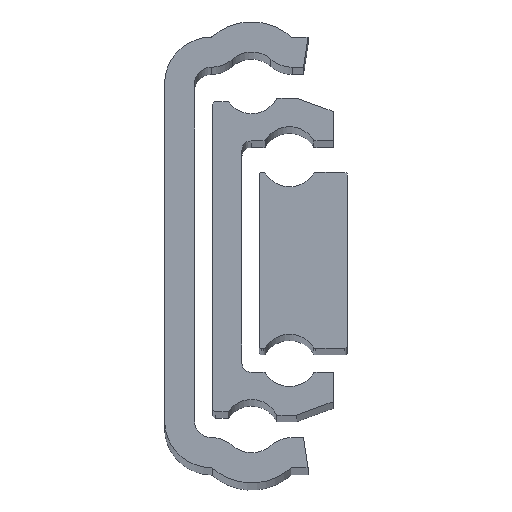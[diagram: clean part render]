
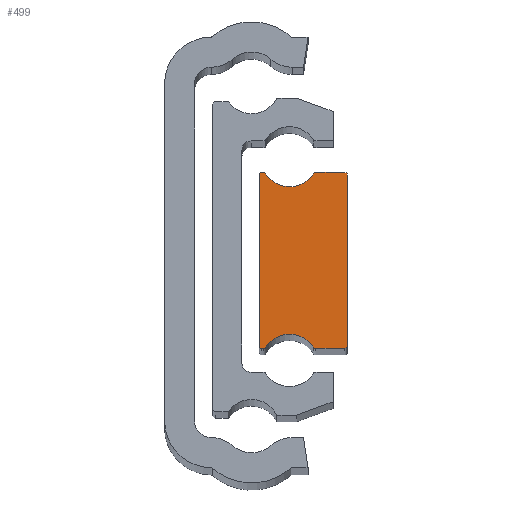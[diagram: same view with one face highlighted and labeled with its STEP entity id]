
A CAD part, top view. The second image highlights one B-rep face of the part: STEP entity #499.
In plain terms, the highlighted face is planar.
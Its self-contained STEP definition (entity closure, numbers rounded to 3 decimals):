
#30 = EDGE_CURVE ( 'NONE', #389, #321, #146, .T. ) ;
#35 = EDGE_CURVE ( 'NONE', #407, #323, #194, .T. ) ;
#46 = EDGE_CURVE ( 'NONE', #343, #338, #215, .T. ) ;
#47 = EDGE_CURVE ( 'NONE', #338, #394, #220, .T. ) ;
#57 = EDGE_CURVE ( 'NONE', #419, #423, #233, .T. ) ;
#94 = EDGE_CURVE ( 'NONE', #364, #388, #267, .T. ) ;
#109 = EDGE_CURVE ( 'NONE', #412, #395, #2384, .T. ) ;
#146 = LINE ( 'NONE', #1850, #169 ) ;
#168 = VECTOR ( 'NONE', #1973, 1000. ) ;
#169 = VECTOR ( 'NONE', #1865, 1000. ) ;
#194 = LINE ( 'NONE', #1866, #236 ) ;
#215 = CIRCLE ( 'NONE', #1190, 0.3 ) ;
#220 = LINE ( 'NONE', #1931, #272 ) ;
#233 = LINE ( 'NONE', #1960, #168 ) ;
#236 = VECTOR ( 'NONE', #1863, 1000. ) ;
#267 = LINE ( 'NONE', #2238, #290 ) ;
#272 = VECTOR ( 'NONE', #1873, 1000. ) ;
#290 = VECTOR ( 'NONE', #2239, 1000. ) ;
#321 = VERTEX_POINT ( 'NONE', #2095 ) ;
#323 = VERTEX_POINT ( 'NONE', #2143 ) ;
#338 = VERTEX_POINT ( 'NONE', #2245 ) ;
#343 = VERTEX_POINT ( 'NONE', #2309 ) ;
#348 = VERTEX_POINT ( 'NONE', #2365 ) ;
#364 = VERTEX_POINT ( 'NONE', #1940 ) ;
#382 = VERTEX_POINT ( 'NONE', #1871 ) ;
#388 = VERTEX_POINT ( 'NONE', #1942 ) ;
#389 = VERTEX_POINT ( 'NONE', #2198 ) ;
#394 = VERTEX_POINT ( 'NONE', #2364 ) ;
#395 = VERTEX_POINT ( 'NONE', #2350 ) ;
#407 = VERTEX_POINT ( 'NONE', #1943 ) ;
#412 = VERTEX_POINT ( 'NONE', #2190 ) ;
#419 = VERTEX_POINT ( 'NONE', #2199 ) ;
#423 = VERTEX_POINT ( 'NONE', #2367 ) ;
#427 = VERTEX_POINT ( 'NONE', #2362 ) ;
#499 = ADVANCED_FACE ( 'NONE', ( #2511 ), #529, .F. ) ;
#509 = DIRECTION ( 'NONE',  ( 0., 0., 1. ) ) ;
#512 = CARTESIAN_POINT ( 'NONE',  ( 19.45, 9.2, 0. ) ) ;
#518 = DIRECTION ( 'NONE',  ( 1., 0., 0. ) ) ;
#529 = PLANE ( 'NONE',  #1277 ) ;
#558 = ORIENTED_EDGE ( 'NONE', *, *, #57, .F. ) ;
#562 = ORIENTED_EDGE ( 'NONE', *, *, #1167, .F. ) ;
#653 = ORIENTED_EDGE ( 'NONE', *, *, #47, .F. ) ;
#657 = ORIENTED_EDGE ( 'NONE', *, *, #46, .F. ) ;
#658 = ORIENTED_EDGE ( 'NONE', *, *, #1141, .F. ) ;
#683 = ORIENTED_EDGE ( 'NONE', *, *, #1159, .F. ) ;
#687 = ORIENTED_EDGE ( 'NONE', *, *, #35, .F. ) ;
#688 = ORIENTED_EDGE ( 'NONE', *, *, #1128, .F. ) ;
#841 = ORIENTED_EDGE ( 'NONE', *, *, #30, .F. ) ;
#853 = ORIENTED_EDGE ( 'NONE', *, *, #1108, .F. ) ;
#854 = ORIENTED_EDGE ( 'NONE', *, *, #1103, .F. ) ;
#855 = ORIENTED_EDGE ( 'NONE', *, *, #1111, .F. ) ;
#896 = ORIENTED_EDGE ( 'NONE', *, *, #94, .F. ) ;
#908 = ORIENTED_EDGE ( 'NONE', *, *, #1140, .F. ) ;
#951 = ORIENTED_EDGE ( 'NONE', *, *, #1137, .F. ) ;
#952 = ORIENTED_EDGE ( 'NONE', *, *, #109, .F. ) ;
#1017 = EDGE_LOOP ( 'NONE', ( #683, #687, #688, #653, #657, #658, #853, #854, #855, #558, #562, #896, #951, #952, #908, #841 ) ) ;
#1103 = EDGE_CURVE ( 'NONE', #427, #382, #2640, .T. ) ;
#1108 = EDGE_CURVE ( 'NONE', #382, #348, #2654, .T. ) ;
#1111 = EDGE_CURVE ( 'NONE', #423, #427, #2658, .T. ) ;
#1128 = EDGE_CURVE ( 'NONE', #394, #407, #2682, .T. ) ;
#1137 = EDGE_CURVE ( 'NONE', #395, #364, #2696, .T. ) ;
#1140 = EDGE_CURVE ( 'NONE', #321, #412, #2701, .T. ) ;
#1141 = EDGE_CURVE ( 'NONE', #348, #343, #2702, .T. ) ;
#1159 = EDGE_CURVE ( 'NONE', #323, #389, #2730, .T. ) ;
#1167 = EDGE_CURVE ( 'NONE', #388, #419, #2745, .T. ) ;
#1190 = AXIS2_PLACEMENT_3D ( 'NONE', #1932, #1935, #1930 ) ;
#1215 = AXIS2_PLACEMENT_3D ( 'NONE', #2127, #2115, #2111 ) ;
#1277 = AXIS2_PLACEMENT_3D ( 'NONE', #512, #509, #518 ) ;
#1324 = AXIS2_PLACEMENT_3D ( 'NONE', #1535, #1537, #1538 ) ;
#1329 = AXIS2_PLACEMENT_3D ( 'NONE', #1536, #1543, #1544 ) ;
#1339 = AXIS2_PLACEMENT_3D ( 'NONE', #1573, #1586, #1587 ) ;
#1341 = AXIS2_PLACEMENT_3D ( 'NONE', #1601, #1608, #1609 ) ;
#1345 = AXIS2_PLACEMENT_3D ( 'NONE', #1610, #1617, #1618 ) ;
#1346 = AXIS2_PLACEMENT_3D ( 'NONE', #1619, #1621, #1622 ) ;
#1353 = AXIS2_PLACEMENT_3D ( 'NONE', #1650, #1663, #1664 ) ;
#1354 = AXIS2_PLACEMENT_3D ( 'NONE', #1662, #1680, #1681 ) ;
#1524 = CARTESIAN_POINT ( 'NONE',  ( 10.45, -9.5, 0. ) ) ;
#1525 = DIRECTION ( 'NONE',  ( 1., 0., 0. ) ) ;
#1535 = CARTESIAN_POINT ( 'NONE',  ( 10.68, -9.2, 0. ) ) ;
#1536 = CARTESIAN_POINT ( 'NONE',  ( 10.45, -9.3, 0. ) ) ;
#1537 = DIRECTION ( 'NONE',  ( 0., 0., 1. ) ) ;
#1538 = DIRECTION ( 'NONE',  ( 1., 0., 0. ) ) ;
#1543 = DIRECTION ( 'NONE',  ( 0., 0., 1. ) ) ;
#1544 = DIRECTION ( 'NONE',  ( 1., 0., 0. ) ) ;
#1573 = CARTESIAN_POINT ( 'NONE',  ( 19.45, -9.2, 0. ) ) ;
#1586 = DIRECTION ( 'NONE',  ( 0., 0., 1. ) ) ;
#1587 = DIRECTION ( 'NONE',  ( 1., 0., 0. ) ) ;
#1601 = CARTESIAN_POINT ( 'NONE',  ( 10.68, 9.2, 0. ) ) ;
#1608 = DIRECTION ( 'NONE',  ( 0., 0., 1. ) ) ;
#1609 = DIRECTION ( 'NONE',  ( 1., 0., 0. ) ) ;
#1610 = CARTESIAN_POINT ( 'NONE',  ( 16.32, 9.2, 0. ) ) ;
#1617 = DIRECTION ( 'NONE',  ( 0., 0., 1. ) ) ;
#1618 = DIRECTION ( 'NONE',  ( 1., 0., 0. ) ) ;
#1619 = CARTESIAN_POINT ( 'NONE',  ( 13.5, -10.99, 0. ) ) ;
#1621 = DIRECTION ( 'NONE',  ( 0., 0., -1. ) ) ;
#1622 = DIRECTION ( 'NONE',  ( 1., 0., 0. ) ) ;
#1650 = CARTESIAN_POINT ( 'NONE',  ( 19.45, 9.2, 0. ) ) ;
#1662 = CARTESIAN_POINT ( 'NONE',  ( 10.45, 9.3, 0. ) ) ;
#1663 = DIRECTION ( 'NONE',  ( 0., 0., 1. ) ) ;
#1664 = DIRECTION ( 'NONE',  ( 1., 0., 0. ) ) ;
#1680 = DIRECTION ( 'NONE',  ( 0., 0., 1. ) ) ;
#1681 = DIRECTION ( 'NONE',  ( 1., 0., 0. ) ) ;
#1850 = CARTESIAN_POINT ( 'NONE',  ( 19.45, 9.5, 0. ) ) ;
#1863 = DIRECTION ( 'NONE',  ( 0., 1., 0. ) ) ;
#1865 = DIRECTION ( 'NONE',  ( -1., 0., 0. ) ) ;
#1866 = CARTESIAN_POINT ( 'NONE',  ( 19.75, -9.2, 0. ) ) ;
#1871 = CARTESIAN_POINT ( 'NONE',  ( 10.68, -9.5, 0. ) ) ;
#1873 = DIRECTION ( 'NONE',  ( 1., 0., 0. ) ) ;
#1930 = DIRECTION ( 'NONE',  ( 1., 0., 0. ) ) ;
#1931 = CARTESIAN_POINT ( 'NONE',  ( 16.32, -9.5, 0. ) ) ;
#1932 = CARTESIAN_POINT ( 'NONE',  ( 16.32, -9.2, 0. ) ) ;
#1935 = DIRECTION ( 'NONE',  ( 0., 0., 1. ) ) ;
#1940 = CARTESIAN_POINT ( 'NONE',  ( 10.68, 9.5, 0. ) ) ;
#1942 = CARTESIAN_POINT ( 'NONE',  ( 10.45, 9.5, 0. ) ) ;
#1943 = CARTESIAN_POINT ( 'NONE',  ( 19.75, -9.2, 0. ) ) ;
#1960 = CARTESIAN_POINT ( 'NONE',  ( 10.25, 9.3, 0. ) ) ;
#1973 = DIRECTION ( 'NONE',  ( 0., -1., 0. ) ) ;
#2095 = CARTESIAN_POINT ( 'NONE',  ( 16.32, 9.5, 0. ) ) ;
#2111 = DIRECTION ( 'NONE',  ( 1., 0., 0. ) ) ;
#2115 = DIRECTION ( 'NONE',  ( 0., 0., -1. ) ) ;
#2127 = CARTESIAN_POINT ( 'NONE',  ( 13.5, 10.99, 0. ) ) ;
#2143 = CARTESIAN_POINT ( 'NONE',  ( 19.75, 9.2, 0. ) ) ;
#2190 = CARTESIAN_POINT ( 'NONE',  ( 16.067, 9.361, 0. ) ) ;
#2198 = CARTESIAN_POINT ( 'NONE',  ( 19.45, 9.5, 0. ) ) ;
#2199 = CARTESIAN_POINT ( 'NONE',  ( 10.25, 9.3, 0. ) ) ;
#2238 = CARTESIAN_POINT ( 'NONE',  ( 10.68, 9.5, 0. ) ) ;
#2239 = DIRECTION ( 'NONE',  ( -1., 0., 0. ) ) ;
#2245 = CARTESIAN_POINT ( 'NONE',  ( 16.32, -9.5, 0. ) ) ;
#2309 = CARTESIAN_POINT ( 'NONE',  ( 16.067, -9.361, 0. ) ) ;
#2350 = CARTESIAN_POINT ( 'NONE',  ( 10.933, 9.361, 0. ) ) ;
#2362 = CARTESIAN_POINT ( 'NONE',  ( 10.45, -9.5, 0. ) ) ;
#2364 = CARTESIAN_POINT ( 'NONE',  ( 19.45, -9.5, 0. ) ) ;
#2365 = CARTESIAN_POINT ( 'NONE',  ( 10.933, -9.361, 0. ) ) ;
#2367 = CARTESIAN_POINT ( 'NONE',  ( 10.25, -9.3, 0. ) ) ;
#2384 = CIRCLE ( 'NONE', #1215, 3.04 ) ;
#2511 = FACE_OUTER_BOUND ( 'NONE', #1017, .T. ) ;
#2634 = VECTOR ( 'NONE', #1525, 1000. ) ;
#2640 = LINE ( 'NONE', #1524, #2634 ) ;
#2654 = CIRCLE ( 'NONE', #1324, 0.3 ) ;
#2658 = CIRCLE ( 'NONE', #1329, 0.2 ) ;
#2682 = CIRCLE ( 'NONE', #1339, 0.3 ) ;
#2696 = CIRCLE ( 'NONE', #1341, 0.3 ) ;
#2701 = CIRCLE ( 'NONE', #1345, 0.3 ) ;
#2702 = CIRCLE ( 'NONE', #1346, 3.04 ) ;
#2730 = CIRCLE ( 'NONE', #1353, 0.3 ) ;
#2745 = CIRCLE ( 'NONE', #1354, 0.2 ) ;
